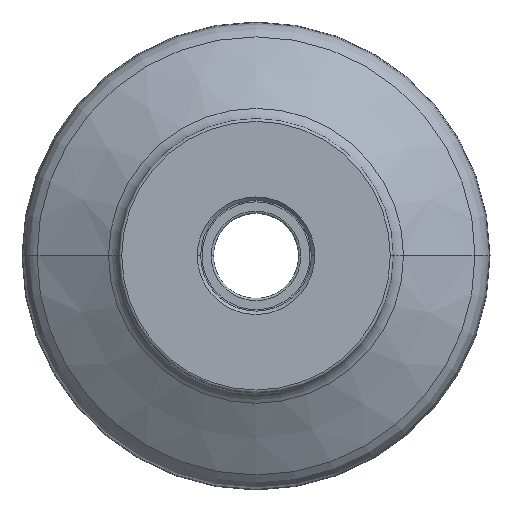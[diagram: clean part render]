
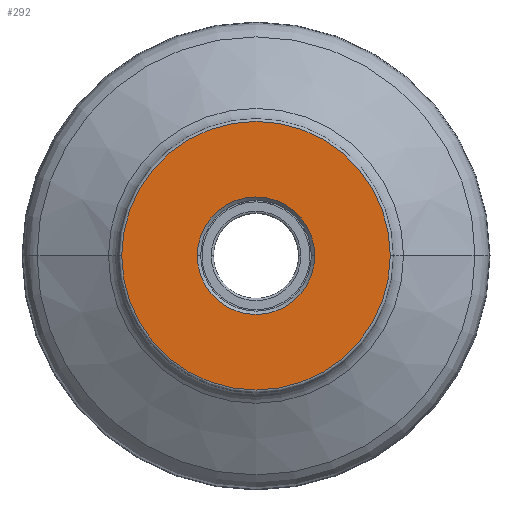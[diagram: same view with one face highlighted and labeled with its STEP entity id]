
A CAD part, top view. The second image highlights one B-rep face of the part: STEP entity #292.
In plain terms, the highlighted planar face has unit normal (0, 0, 1).
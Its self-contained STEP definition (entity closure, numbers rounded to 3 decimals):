
#63=PLANE('',#2354);
#71=FACE_BOUND('',#586,.T.);
#72=FACE_BOUND('',#587,.T.);
#292=ADVANCED_FACE('',(#71,#72),#63,.T.);
#586=EDGE_LOOP('',(#1000,#1001));
#587=EDGE_LOOP('',(#1002,#1003,#1004,#1005));
#1000=ORIENTED_EDGE('',*,*,#1510,.F.);
#1001=ORIENTED_EDGE('',*,*,#1513,.F.);
#1002=ORIENTED_EDGE('',*,*,#1514,.F.);
#1003=ORIENTED_EDGE('',*,*,#1515,.F.);
#1004=ORIENTED_EDGE('',*,*,#1516,.F.);
#1005=ORIENTED_EDGE('',*,*,#1517,.F.);
#1272=VERTEX_POINT('',#6916);
#1273=VERTEX_POINT('',#6918);
#1274=VERTEX_POINT('',#6925);
#1275=VERTEX_POINT('',#6926);
#1276=VERTEX_POINT('',#6928);
#1277=VERTEX_POINT('',#6930);
#1510=EDGE_CURVE('',#1272,#1273,#1847,.T.);
#1513=EDGE_CURVE('',#1273,#1272,#1850,.T.);
#1514=EDGE_CURVE('',#1274,#1275,#1851,.T.);
#1515=EDGE_CURVE('',#1276,#1274,#1852,.T.);
#1516=EDGE_CURVE('',#1277,#1276,#1853,.T.);
#1517=EDGE_CURVE('',#1275,#1277,#1854,.T.);
#1847=CIRCLE('',#2344,47.419);
#1850=CIRCLE('',#2348,47.419);
#1851=CIRCLE('',#2350,20.75);
#1852=CIRCLE('',#2351,20.75);
#1853=CIRCLE('',#2352,20.75);
#1854=CIRCLE('',#2353,20.75);
#2344=AXIS2_PLACEMENT_3D('',#6917,#2847,#2848);
#2348=AXIS2_PLACEMENT_3D('',#6922,#2855,#2856);
#2350=AXIS2_PLACEMENT_3D('',#6924,#2859,#2860);
#2351=AXIS2_PLACEMENT_3D('',#6927,#2861,#2862);
#2352=AXIS2_PLACEMENT_3D('',#6929,#2863,#2864);
#2353=AXIS2_PLACEMENT_3D('',#6931,#2865,#2866);
#2354=AXIS2_PLACEMENT_3D('',#6932,#2867,#2868);
#2847=DIRECTION('',(0.,0.,-1.));
#2848=DIRECTION('',(-1.,0.,0.));
#2855=DIRECTION('',(0.,0.,-1.));
#2856=DIRECTION('',(1.,0.,0.));
#2859=DIRECTION('',(0.,0.,1.));
#2860=DIRECTION('',(-1.,0.,0.));
#2861=DIRECTION('',(0.,0.,1.));
#2862=DIRECTION('',(0.,1.,0.));
#2863=DIRECTION('',(0.,0.,1.));
#2864=DIRECTION('',(1.,0.,0.));
#2865=DIRECTION('',(0.,0.,1.));
#2866=DIRECTION('',(0.,-1.,0.));
#2867=DIRECTION('',(0.,0.,1.));
#2868=DIRECTION('',(-1.,0.,0.));
#6916=CARTESIAN_POINT('',(-47.419,0.,0.));
#6917=CARTESIAN_POINT('',(0.,0.,0.));
#6918=CARTESIAN_POINT('',(47.419,0.,0.));
#6922=CARTESIAN_POINT('',(0.,0.,0.));
#6924=CARTESIAN_POINT('',(0.,0.,0.));
#6925=CARTESIAN_POINT('',(-20.75,0.,0.));
#6926=CARTESIAN_POINT('',(0.,-20.75,0.));
#6927=CARTESIAN_POINT('',(0.,0.,0.));
#6928=CARTESIAN_POINT('',(0.,20.75,0.));
#6929=CARTESIAN_POINT('',(0.,0.,0.));
#6930=CARTESIAN_POINT('',(20.75,0.,0.));
#6931=CARTESIAN_POINT('',(0.,0.,0.));
#6932=CARTESIAN_POINT('',(0.,0.,0.));
